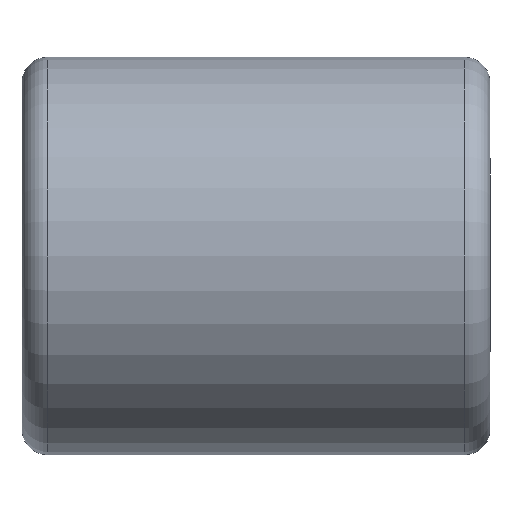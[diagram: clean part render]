
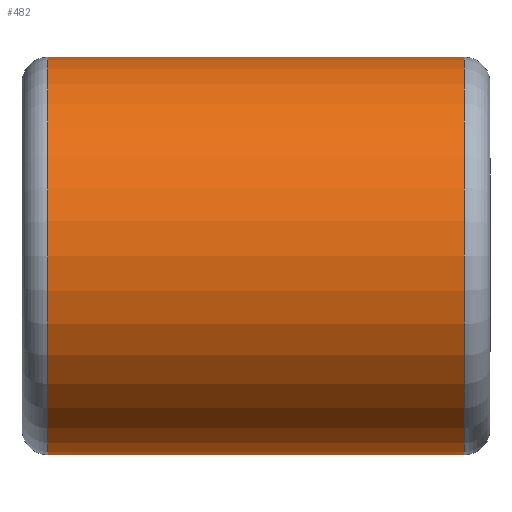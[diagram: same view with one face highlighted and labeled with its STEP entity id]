
A CAD part, front view. The second image highlights one B-rep face of the part: STEP entity #482.
In plain terms, the highlighted cylindrical face has radius 42.5 mm (diameter 85 mm), a partial arc.
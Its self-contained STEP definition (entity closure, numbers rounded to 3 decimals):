
#236 = CARTESIAN_POINT ( 'NONE',  ( 44.5, 0., 249.487 ) ) ;
#463 = ORIENTED_EDGE ( 'NONE', *, *, #1424, .T. ) ;
#482 = ADVANCED_FACE ( 'NONE', ( #2179 ), #1093, .T. ) ;
#659 = ORIENTED_EDGE ( 'NONE', *, *, #743, .T. ) ;
#698 = VECTOR ( 'NONE', #767, 1000. ) ;
#743 = EDGE_CURVE ( 'NONE', #2173, #1833, #791, .T. ) ;
#767 = DIRECTION ( 'NONE',  ( -1., 0., 0. ) ) ;
#791 = CIRCLE ( 'NONE', #4029, 42.5 ) ;
#873 = DIRECTION ( 'NONE',  ( -1., 0., 0. ) ) ;
#1090 = DIRECTION ( 'NONE',  ( 1., 0., 0. ) ) ;
#1093 = CYLINDRICAL_SURFACE ( 'NONE', #2692, 42.5 ) ;
#1421 = DIRECTION ( 'NONE',  ( 0., 0., -1. ) ) ;
#1424 = EDGE_CURVE ( 'NONE', #3359, #2800, #4340, .T. ) ;
#1520 = EDGE_LOOP ( 'NONE', ( #2130, #463, #3518, #659 ) ) ;
#1568 = DIRECTION ( 'NONE',  ( 0., 0., 1. ) ) ;
#1721 = LINE ( 'NONE', #4607, #2839 ) ;
#1833 = VERTEX_POINT ( 'NONE', #2842 ) ;
#2114 = DIRECTION ( 'NONE',  ( -1., 0., 0. ) ) ;
#2130 = ORIENTED_EDGE ( 'NONE', *, *, #4352, .F. ) ;
#2173 = VERTEX_POINT ( 'NONE', #2257 ) ;
#2179 = FACE_OUTER_BOUND ( 'NONE', #1520, .T. ) ;
#2257 = CARTESIAN_POINT ( 'NONE',  ( -44.5, 0., 334.487 ) ) ;
#2320 = CARTESIAN_POINT ( 'NONE',  ( -57.637, 0., 291.987 ) ) ;
#2480 = CARTESIAN_POINT ( 'NONE',  ( 44.5, 0., 291.987 ) ) ;
#2650 = EDGE_CURVE ( 'NONE', #2800, #2173, #1721, .T. ) ;
#2692 = AXIS2_PLACEMENT_3D ( 'NONE', #2320, #873, #1568 ) ;
#2800 = VERTEX_POINT ( 'NONE', #3611 ) ;
#2839 = VECTOR ( 'NONE', #3867, 1000. ) ;
#2842 = CARTESIAN_POINT ( 'NONE',  ( -44.5, 0., 249.487 ) ) ;
#3323 = AXIS2_PLACEMENT_3D ( 'NONE', #2480, #2114, #3888 ) ;
#3359 = VERTEX_POINT ( 'NONE', #236 ) ;
#3518 = ORIENTED_EDGE ( 'NONE', *, *, #2650, .T. ) ;
#3611 = CARTESIAN_POINT ( 'NONE',  ( 44.5, 0., 334.487 ) ) ;
#3867 = DIRECTION ( 'NONE',  ( -1., 0., 0. ) ) ;
#3888 = DIRECTION ( 'NONE',  ( 0., 0., 1. ) ) ;
#3989 = CARTESIAN_POINT ( 'NONE',  ( -57.637, 0., 249.487 ) ) ;
#4029 = AXIS2_PLACEMENT_3D ( 'NONE', #4355, #1090, #1421 ) ;
#4340 = CIRCLE ( 'NONE', #3323, 42.5 ) ;
#4352 = EDGE_CURVE ( 'NONE', #3359, #1833, #4667, .T. ) ;
#4355 = CARTESIAN_POINT ( 'NONE',  ( -44.5, 0., 291.987 ) ) ;
#4607 = CARTESIAN_POINT ( 'NONE',  ( -57.637, 0., 334.487 ) ) ;
#4667 = LINE ( 'NONE', #3989, #698 ) ;
